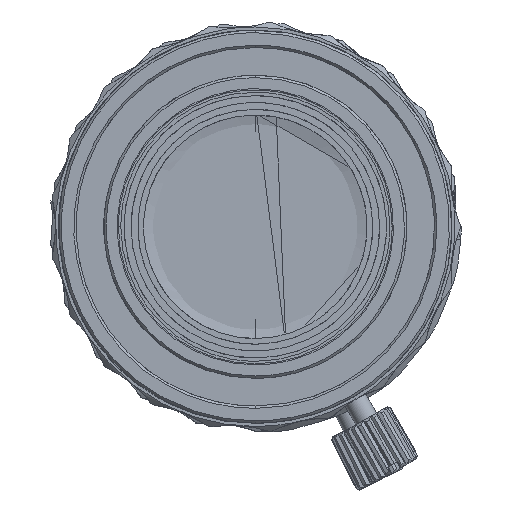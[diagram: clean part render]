
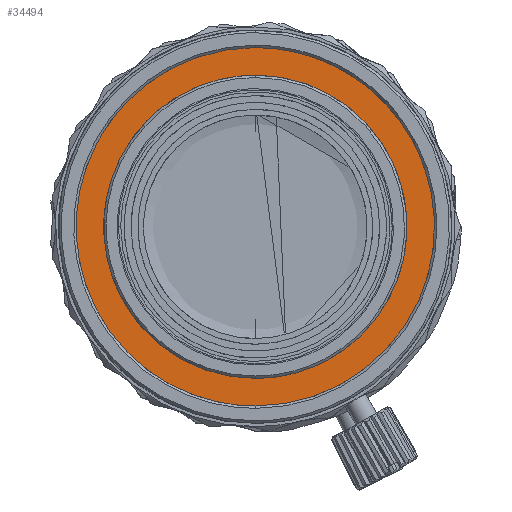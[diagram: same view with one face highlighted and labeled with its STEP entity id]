
A CAD part, left-side view. The second image highlights one B-rep face of the part: STEP entity #34494.
In plain terms, the highlighted free-form (B-spline) face has degree [1, 1] with [2, 2] control points.
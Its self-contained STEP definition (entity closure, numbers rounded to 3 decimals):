
#304 = CARTESIAN_POINT ( 'NONE',  ( 1.464, 13.317, 2.137 ) ) ;
#1316 = CARTESIAN_POINT ( 'NONE',  ( 1.464, 26.038, -20.788 ) ) ;
#1863 = CARTESIAN_POINT ( 'NONE',  ( 1.464, 13.317, -0.614 ) ) ;
#2466 = CARTESIAN_POINT ( 'NONE',  ( 1.464, -12.126, -0.614 ) ) ;
#5881 = CARTESIAN_POINT ( 'NONE',  ( 1.464, 26.038, -5.884 ) ) ;
#6556 = B_SPLINE_SURFACE_WITH_KNOTS ( 'NONE', 1, 1, ( 
 ( #7245, #35043 ),
 ( #11863, #43586 ) ),
 .UNSPECIFIED., .F., .F., .F.,
 ( 2, 2 ),
 ( 2, 2 ),
 ( 0., 1. ),
 ( 0., 1. ),
 .UNSPECIFIED. ) ;
#6778 = CARTESIAN_POINT ( 'NONE',  ( 1.464, -17.629, 2.137 ) ) ;
#6828 = ORIENTED_EDGE ( 'NONE', *, *, #32073, .F. ) ;
#7245 = CARTESIAN_POINT ( 'NONE',  ( 1.464, 28.975, -28.994 ) ) ;
#8336 = EDGE_CURVE ( 'NONE', #24720, #49950, #27926, .T. ) ;
#9952 = EDGE_CURVE ( 'NONE', #14713, #11116, #39997, .T. ) ;
#10191 = CARTESIAN_POINT ( 'NONE',  ( 1.464, 13.317, -0.614 ) ) ;
#10952 = FACE_BOUND ( 'NONE', #37742, .T. ) ;
#11116 = VERTEX_POINT ( 'NONE', #58809 ) ;
#11863 = CARTESIAN_POINT ( 'NONE',  ( 1.464, 28.975, 2.323 ) ) ;
#14713 = VERTEX_POINT ( 'NONE', #37978 ) ;
#15539 = CARTESIAN_POINT ( 'NONE',  ( 1.464, 28.789, -13.336 ) ) ;
#16434 = FACE_OUTER_BOUND ( 'NONE', #23800, .T. ) ;
#19951 = CARTESIAN_POINT ( 'NONE',  ( 1.464, 13.317, -26.057 ) ) ;
#22433 = CARTESIAN_POINT ( 'NONE',  ( 1.464, 13.317, -28.808 ) ) ;
#22471 =( BOUNDED_CURVE ( )  B_SPLINE_CURVE ( 3, ( #38840, #6778, #39438, #43409 ),
 .UNSPECIFIED., .F., .T. ) 
 B_SPLINE_CURVE_WITH_KNOTS ( ( 4, 4 ),
 ( -3.142, 0. ),
 .UNSPECIFIED. ) 
 CURVE ( )  GEOMETRIC_REPRESENTATION_ITEM ( )  RATIONAL_B_SPLINE_CURVE ( ( 1., 0.333, 0.333, 1. ) ) 
 REPRESENTATION_ITEM ( '' )  );
#23490 = CARTESIAN_POINT ( 'NONE',  ( 1.464, 22.38, 2.137 ) ) ;
#23800 = EDGE_LOOP ( 'NONE', ( #53542, #41713 ) ) ;
#24720 = VERTEX_POINT ( 'NONE', #22433 ) ;
#25968 = CARTESIAN_POINT ( 'NONE',  ( 1.464, 13.317, -26.057 ) ) ;
#27926 =( BOUNDED_CURVE ( )  B_SPLINE_CURVE ( 3, ( #42681, #56712, #33547, #15539, #34142, #23490, #304 ),
 .UNSPECIFIED., .F., .T. ) 
 B_SPLINE_CURVE_WITH_KNOTS ( ( 4, 3, 4 ),
 ( -3.142, -1.571, 0. ),
 .UNSPECIFIED. ) 
 CURVE ( )  GEOMETRIC_REPRESENTATION_ITEM ( )  RATIONAL_B_SPLINE_CURVE ( ( 1., 0.805, 0.805, 1., 0.805, 0.805, 1. ) ) 
 REPRESENTATION_ITEM ( '' )  );
#28364 =( BOUNDED_CURVE ( )  B_SPLINE_CURVE ( 3, ( #10191, #28809, #5881, #47399, #1316, #38239, #19951 ),
 .UNSPECIFIED., .F., .F. ) 
 B_SPLINE_CURVE_WITH_KNOTS ( ( 4, 3, 4 ),
 ( -3.142, -1.571, 0. ),
 .UNSPECIFIED. ) 
 CURVE ( )  GEOMETRIC_REPRESENTATION_ITEM ( )  RATIONAL_B_SPLINE_CURVE ( ( 1., 0.805, 0.805, 1., 0.805, 0.805, 1. ) ) 
 REPRESENTATION_ITEM ( '' )  );
#28809 = CARTESIAN_POINT ( 'NONE',  ( 1.464, 20.769, -0.614 ) ) ;
#29191 = CARTESIAN_POINT ( 'NONE',  ( 1.464, 13.317, 2.137 ) ) ;
#29641 = CARTESIAN_POINT ( 'NONE',  ( 1.464, -12.126, -26.057 ) ) ;
#31261 = EDGE_CURVE ( 'NONE', #49950, #24720, #22471, .T. ) ;
#32073 = EDGE_CURVE ( 'NONE', #11116, #14713, #28364, .T. ) ;
#33547 = CARTESIAN_POINT ( 'NONE',  ( 1.464, 28.789, -22.399 ) ) ;
#34142 = CARTESIAN_POINT ( 'NONE',  ( 1.464, 28.789, -4.272 ) ) ;
#34494 = ADVANCED_FACE ( 'NONE', ( #10952, #16434 ), #6556, .F. ) ;
#35043 = CARTESIAN_POINT ( 'NONE',  ( 1.464, -2.342, -28.994 ) ) ;
#37742 = EDGE_LOOP ( 'NONE', ( #52673, #6828 ) ) ;
#37978 = CARTESIAN_POINT ( 'NONE',  ( 1.464, 13.317, -26.057 ) ) ;
#38239 = CARTESIAN_POINT ( 'NONE',  ( 1.464, 20.769, -26.057 ) ) ;
#38840 = CARTESIAN_POINT ( 'NONE',  ( 1.464, 13.317, 2.137 ) ) ;
#39438 = CARTESIAN_POINT ( 'NONE',  ( 1.464, -17.629, -28.808 ) ) ;
#39997 =( BOUNDED_CURVE ( )  B_SPLINE_CURVE ( 3, ( #25968, #29641, #2466, #1863 ),
 .UNSPECIFIED., .F., .T. ) 
 B_SPLINE_CURVE_WITH_KNOTS ( ( 4, 4 ),
 ( -3.142, 0. ),
 .UNSPECIFIED. ) 
 CURVE ( )  GEOMETRIC_REPRESENTATION_ITEM ( )  RATIONAL_B_SPLINE_CURVE ( ( 1., 0.333, 0.333, 1. ) ) 
 REPRESENTATION_ITEM ( '' )  );
#41713 = ORIENTED_EDGE ( 'NONE', *, *, #8336, .F. ) ;
#42681 = CARTESIAN_POINT ( 'NONE',  ( 1.464, 13.317, -28.808 ) ) ;
#43409 = CARTESIAN_POINT ( 'NONE',  ( 1.464, 13.317, -28.808 ) ) ;
#43586 = CARTESIAN_POINT ( 'NONE',  ( 1.464, -2.342, 2.323 ) ) ;
#47399 = CARTESIAN_POINT ( 'NONE',  ( 1.464, 26.038, -13.336 ) ) ;
#49950 = VERTEX_POINT ( 'NONE', #29191 ) ;
#52673 = ORIENTED_EDGE ( 'NONE', *, *, #9952, .F. ) ;
#53542 = ORIENTED_EDGE ( 'NONE', *, *, #31261, .F. ) ;
#56712 = CARTESIAN_POINT ( 'NONE',  ( 1.464, 22.38, -28.808 ) ) ;
#58809 = CARTESIAN_POINT ( 'NONE',  ( 1.464, 13.317, -0.614 ) ) ;
